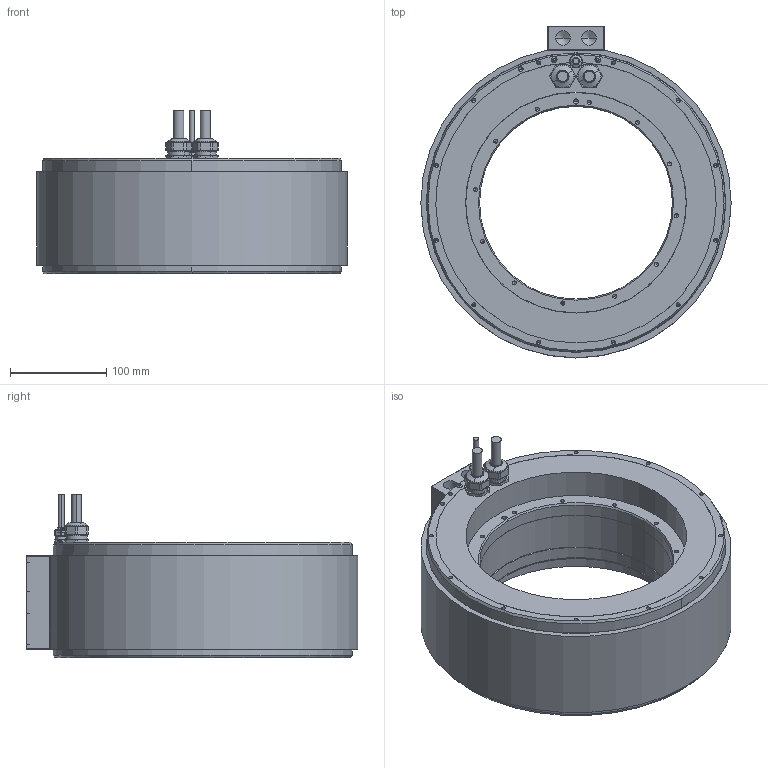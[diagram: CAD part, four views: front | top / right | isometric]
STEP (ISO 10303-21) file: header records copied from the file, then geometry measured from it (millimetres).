
FILE_DESCRIPTION((''),'2;1');
FILE_NAME('1220202-17_ASM','2018-10-29T',('CH52307'),(''),'PRO/ENGINEER BY PARAMETRIC TECHNOLOGY CORPORATION, 2014000','PRO/ENGINEER BY PARAMETRIC TECHNOLOGY CORPORATION, 2014000','');
FILE_SCHEMA(('CONFIG_CONTROL_DESIGN'));
Length unit declared in the file: millimetre
Products named in the file (3): PRT0001; PRT0002; 1220202-17_ASM
Assembly tree (2 placements, depth 2):
  1220202-17_ASM
    PRT0001
    PRT0002
Bounding box: 322 x 344.27 x 169.8 mm (x, y, z)
Volume: 5482974.6 mm3; surface area: 436332.4 mm2
Topology: 2 solids, 20 shells, 773 faces, 1845 edges, 1114 vertices
Faces by surface type: cylinder 331, plane 212, cone 170, torus 56, sphere 4
Entity records: 24765 total; most frequent: DIRECTION 4158, CARTESIAN_POINT 3795, ORIENTED_EDGE 3478, EDGE_CURVE 1739, AXIS2_PLACEMENT_3D 1685, VERTEX_POINT 1114, EDGE_LOOP 919, CIRCLE 907
